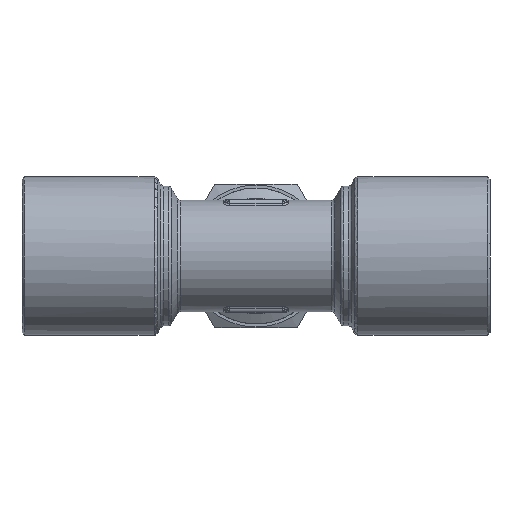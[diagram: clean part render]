
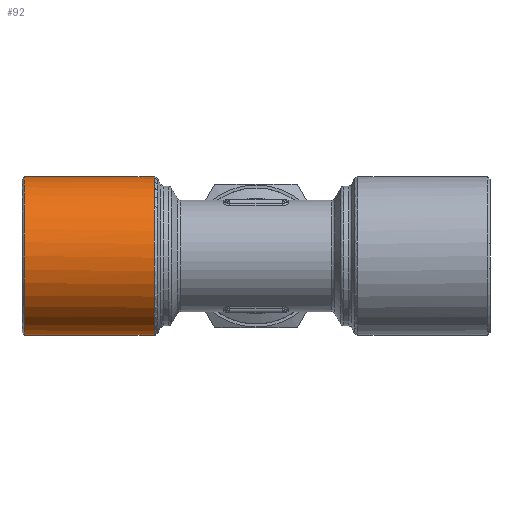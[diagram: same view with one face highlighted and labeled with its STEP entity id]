
A CAD part, left-side view. The second image highlights one B-rep face of the part: STEP entity #92.
In plain terms, the highlighted cylindrical face has radius 10.5 mm (diameter 21 mm), a full revolution.
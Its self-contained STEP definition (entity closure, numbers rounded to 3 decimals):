
#92 = ADVANCED_FACE( 'NONE', ( #688, #689 ), #690, .T. );
#688 = FACE_OUTER_BOUND( '', #2040, .T. );
#689 = FACE_OUTER_BOUND( '', #2041, .T. );
#690 = CYLINDRICAL_SURFACE( '', #2042, 10.5 );
#2040 = EDGE_LOOP( '', ( #10389, #10390, #10391, #10392, #10393, #10394, #10395 ) );
#2041 = EDGE_LOOP( '', ( #10396 ) );
#2042 = AXIS2_PLACEMENT_3D( '', #10397, #10398, #10399 );
#10389 = ORIENTED_EDGE( '', *, *, #14072, .T. );
#10390 = ORIENTED_EDGE( '', *, *, #14073, .T. );
#10391 = ORIENTED_EDGE( '', *, *, #14074, .T. );
#10392 = ORIENTED_EDGE( '', *, *, #14075, .T. );
#10393 = ORIENTED_EDGE( '', *, *, #14076, .T. );
#10394 = ORIENTED_EDGE( '', *, *, #14077, .T. );
#10395 = ORIENTED_EDGE( '', *, *, #14078, .T. );
#10396 = ORIENTED_EDGE( '', *, *, #14079, .T. );
#10397 = CARTESIAN_POINT( '', ( 0., 0., 0. ) );
#10398 = DIRECTION( '', ( 0., 1., 0. ) );
#10399 = DIRECTION( '', ( 0., 0., -1. ) );
#14072 = EDGE_CURVE( 'NONE', #15526, #15527, #15528, .T. );
#14073 = EDGE_CURVE( 'NONE', #15527, #15529, #15530, .T. );
#14074 = EDGE_CURVE( 'NONE', #15529, #15531, #15532, .T. );
#14075 = EDGE_CURVE( 'NONE', #15531, #15533, #15534, .T. );
#14076 = EDGE_CURVE( 'NONE', #15533, #15535, #15536, .T. );
#14077 = EDGE_CURVE( 'NONE', #15535, #15537, #15538, .T. );
#14078 = EDGE_CURVE( 'NONE', #15537, #15526, #15539, .T. );
#14079 = EDGE_CURVE( 'NONE', #15540, #15540, #15541, .T. );
#15526 = VERTEX_POINT( 'NONE', #18074 );
#15527 = VERTEX_POINT( 'NONE', #18075 );
#15528 = B_SPLINE_CURVE_WITH_KNOTS( '', 3, ( #18076, #18077, #18078, #18079, #18080, #18081, #18082, #18083, #18084, #18085, #18086, #18087, #18088, #18089, #18090 ), .UNSPECIFIED., .F., .F., ( 4, 1, 1, 1, 1, 1, 1, 1, 1, 1, 1, 1, 4 ), ( 0., 0.051, 0.101, 0.15, 0.2, 0.249, 0.376, 0.499, 0.626, 0.75, 0.833, 0.916, 1. ), .UNSPECIFIED. );
#15529 = VERTEX_POINT( 'NONE', #18091 );
#15530 = CIRCLE( '', #18092, 10.5 );
#15531 = VERTEX_POINT( 'NONE', #18093 );
#15532 = B_SPLINE_CURVE_WITH_KNOTS( '', 3, ( #18094, #18095, #18096, #18097, #18098, #18099, #18100, #18101, #18102, #18103, #18104, #18105, #18106, #18107, #18108 ), .UNSPECIFIED., .F., .F., ( 4, 1, 1, 1, 1, 1, 1, 1, 1, 1, 1, 1, 4 ), ( 0., 0.051, 0.101, 0.151, 0.2, 0.25, 0.374, 0.5, 0.624, 0.751, 0.833, 0.916, 1. ), .UNSPECIFIED. );
#15533 = VERTEX_POINT( 'NONE', #18109 );
#15534 = LINE( '', #18110, #18111 );
#15535 = VERTEX_POINT( 'NONE', #18112 );
#15536 = ( BOUNDED_CURVE(  )B_SPLINE_CURVE( 3, ( #18115, #18116, #18117, #18118 ), .UNSPECIFIED., .F., .F. )B_SPLINE_CURVE_WITH_KNOTS( ( 4, 4 ), ( 3.041, 3.142 ), .UNSPECIFIED. )CURVE(  )GEOMETRIC_REPRESENTATION_ITEM(  )RATIONAL_B_SPLINE_CURVE( ( 1., 0.999, 0.999, 1. ) )REPRESENTATION_ITEM( '' ) );
#15537 = VERTEX_POINT( 'NONE', #18124 );
#15538 = ( BOUNDED_CURVE(  )B_SPLINE_CURVE( 3, ( #18127, #18128, #18129, #18130 ), .UNSPECIFIED., .F., .F. )B_SPLINE_CURVE_WITH_KNOTS( ( 4, 4 ), ( 3.142, 3.242 ), .UNSPECIFIED. )CURVE(  )GEOMETRIC_REPRESENTATION_ITEM(  )RATIONAL_B_SPLINE_CURVE( ( 1., 0.999, 0.999, 1. ) )REPRESENTATION_ITEM( '' ) );
#15539 = LINE( '', #18136, #18137 );
#15540 = VERTEX_POINT( '', #18138 );
#15541 = CIRCLE( '', #18139, 10.5 );
#18074 = CARTESIAN_POINT( '', ( 10.447, 11.917, -1.05 ) );
#18075 = CARTESIAN_POINT( '', ( 10.212, 13.499, -2.442 ) );
#18076 = CARTESIAN_POINT( '', ( 10.447, 11.917, -1.05 ) );
#18077 = CARTESIAN_POINT( '', ( 10.447, 11.956, -1.051 ) );
#18078 = CARTESIAN_POINT( '', ( 10.447, 12.036, -1.052 ) );
#18079 = CARTESIAN_POINT( '', ( 10.446, 12.154, -1.064 ) );
#18080 = CARTESIAN_POINT( '', ( 10.444, 12.269, -1.082 ) );
#18081 = CARTESIAN_POINT( '', ( 10.441, 12.383, -1.109 ) );
#18082 = CARTESIAN_POINT( '', ( 10.436, 12.553, -1.16 ) );
#18083 = CARTESIAN_POINT( '', ( 10.425, 12.77, -1.254 ) );
#18084 = CARTESIAN_POINT( '', ( 10.404, 13.016, -1.42 ) );
#18085 = CARTESIAN_POINT( '', ( 10.374, 13.224, -1.629 ) );
#18086 = CARTESIAN_POINT( '', ( 10.336, 13.363, -1.851 ) );
#18087 = CARTESIAN_POINT( '', ( 10.296, 13.446, -2.06 ) );
#18088 = CARTESIAN_POINT( '', ( 10.257, 13.491, -2.249 ) );
#18089 = CARTESIAN_POINT( '', ( 10.227, 13.496, -2.377 ) );
#18090 = CARTESIAN_POINT( '', ( 10.212, 13.499, -2.442 ) );
#18091 = CARTESIAN_POINT( '', ( 10.212, 13.499, 2.442 ) );
#18092 = AXIS2_PLACEMENT_3D( '', #26374, #26375, #26376 );
#18093 = CARTESIAN_POINT( '', ( 10.447, 11.917, 1.05 ) );
#18094 = CARTESIAN_POINT( '', ( 10.212, 13.499, 2.442 ) );
#18095 = CARTESIAN_POINT( '', ( 10.221, 13.498, 2.403 ) );
#18096 = CARTESIAN_POINT( '', ( 10.239, 13.496, 2.326 ) );
#18097 = CARTESIAN_POINT( '', ( 10.265, 13.48, 2.211 ) );
#18098 = CARTESIAN_POINT( '', ( 10.288, 13.455, 2.098 ) );
#18099 = CARTESIAN_POINT( '', ( 10.31, 13.418, 1.989 ) );
#18100 = CARTESIAN_POINT( '', ( 10.34, 13.349, 1.83 ) );
#18101 = CARTESIAN_POINT( '', ( 10.374, 13.224, 1.63 ) );
#18102 = CARTESIAN_POINT( '', ( 10.404, 13.017, 1.421 ) );
#18103 = CARTESIAN_POINT( '', ( 10.425, 12.771, 1.254 ) );
#18104 = CARTESIAN_POINT( '', ( 10.437, 12.53, 1.149 ) );
#18105 = CARTESIAN_POINT( '', ( 10.443, 12.308, 1.088 ) );
#18106 = CARTESIAN_POINT( '', ( 10.447, 12.114, 1.056 ) );
#18107 = CARTESIAN_POINT( '', ( 10.447, 11.983, 1.052 ) );
#18108 = CARTESIAN_POINT( '', ( 10.447, 11.917, 1.05 ) );
#18109 = CARTESIAN_POINT( '', ( 10.447, 11.442, 1.05 ) );
#18110 = CARTESIAN_POINT( '', ( 10.447, 0., 1.05 ) );
#18111 = VECTOR( '', #26377, 1000. );
#18112 = CARTESIAN_POINT( '', ( 10.5, 11.5, 0. ) );
#18115 = CARTESIAN_POINT( '', ( 10.447, 11.442, 1.05 ) );
#18116 = CARTESIAN_POINT( '', ( 10.482, 11.481, 0.701 ) );
#18117 = CARTESIAN_POINT( '', ( 10.5, 11.5, 0.351 ) );
#18118 = CARTESIAN_POINT( '', ( 10.5, 11.5, 0. ) );
#18124 = CARTESIAN_POINT( '', ( 10.447, 11.442, -1.05 ) );
#18127 = CARTESIAN_POINT( '', ( 10.5, 11.5, 0. ) );
#18128 = CARTESIAN_POINT( '', ( 10.5, 11.5, -0.351 ) );
#18129 = CARTESIAN_POINT( '', ( 10.482, 11.481, -0.701 ) );
#18130 = CARTESIAN_POINT( '', ( 10.447, 11.442, -1.05 ) );
#18136 = CARTESIAN_POINT( '', ( 10.447, 0., -1.05 ) );
#18137 = VECTOR( '', #26378, 1000. );
#18138 = CARTESIAN_POINT( '', ( 0., 30.7, -10.5 ) );
#18139 = AXIS2_PLACEMENT_3D( '', #26379, #26380, #26381 );
#26374 = CARTESIAN_POINT( '', ( 0., 13.499, 0. ) );
#26375 = DIRECTION( '', ( 0., 1., 0. ) );
#26376 = DIRECTION( '', ( 0., 0., 1. ) );
#26377 = DIRECTION( '', ( 0., -1., 0. ) );
#26378 = DIRECTION( '', ( 0., 1., 0. ) );
#26379 = CARTESIAN_POINT( '', ( 0., 30.7, 0. ) );
#26380 = DIRECTION( '', ( 0., -1., 0. ) );
#26381 = DIRECTION( '', ( 0., 0., -1. ) );
